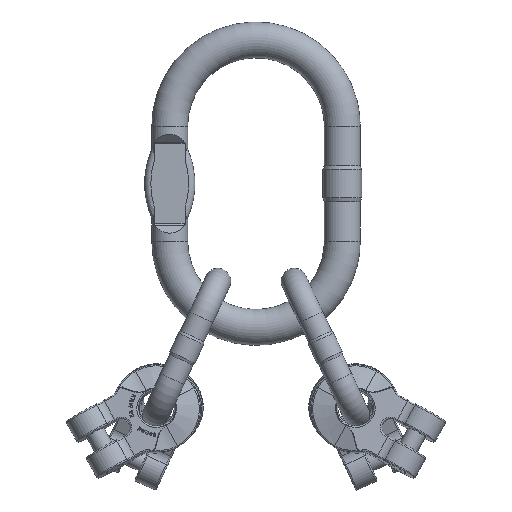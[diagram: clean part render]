
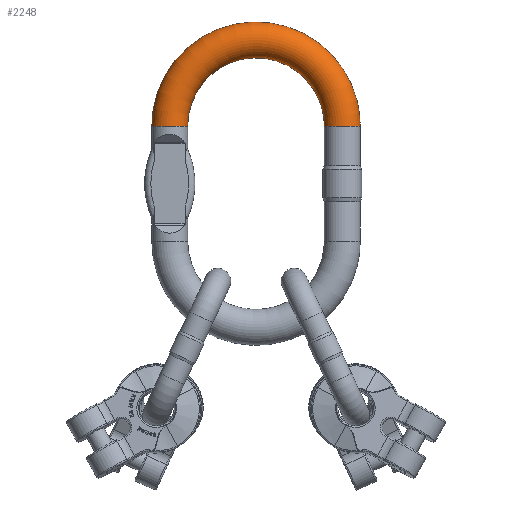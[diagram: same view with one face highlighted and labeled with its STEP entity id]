
A CAD part, top view. The second image highlights one B-rep face of the part: STEP entity #2248.
In plain terms, the highlighted toroidal (fillet/blend) face has major radius 120 mm and minor radius 25 mm.
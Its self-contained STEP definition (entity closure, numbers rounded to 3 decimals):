
#600=TOROIDAL_SURFACE('',#20987,120.,25.);
#2248=ADVANCED_FACE('',(#4029,#4030),#600,.T.);
#3629=CIRCLE('',#20972,25.);
#3634=CIRCLE('',#20984,25.);
#4029=FACE_BOUND('',#4503,.T.);
#4030=FACE_BOUND('',#4504,.T.);
#4503=EDGE_LOOP('',(#8647));
#4504=EDGE_LOOP('',(#8648));
#8647=ORIENTED_EDGE('',*,*,#15779,.F.);
#8648=ORIENTED_EDGE('',*,*,#15802,.T.);
#13607=VERTEX_POINT('',#30066);
#13630=VERTEX_POINT('',#30205);
#15779=EDGE_CURVE('',#13607,#13607,#3629,.T.);
#15802=EDGE_CURVE('',#13630,#13630,#3634,.T.);
#20972=AXIS2_PLACEMENT_3D('',#30065,#22731,#22732);
#20984=AXIS2_PLACEMENT_3D('',#30204,#22759,#22760);
#20987=AXIS2_PLACEMENT_3D('',#30208,#22765,#22766);
#22731=DIRECTION('',(0.,-1.,0.));
#22732=DIRECTION('',(0.,0.,1.));
#22759=DIRECTION('',(0.,1.,0.));
#22760=DIRECTION('',(0.,0.,1.));
#22765=DIRECTION('',(0.,0.,-1.));
#22766=DIRECTION('',(-1.,0.,0.));
#30065=CARTESIAN_POINT('',(-120.,80.,0.));
#30066=CARTESIAN_POINT('',(-120.,80.,25.));
#30204=CARTESIAN_POINT('',(120.,80.,0.));
#30205=CARTESIAN_POINT('',(120.,80.,25.));
#30208=CARTESIAN_POINT('',(0.,80.,0.));
